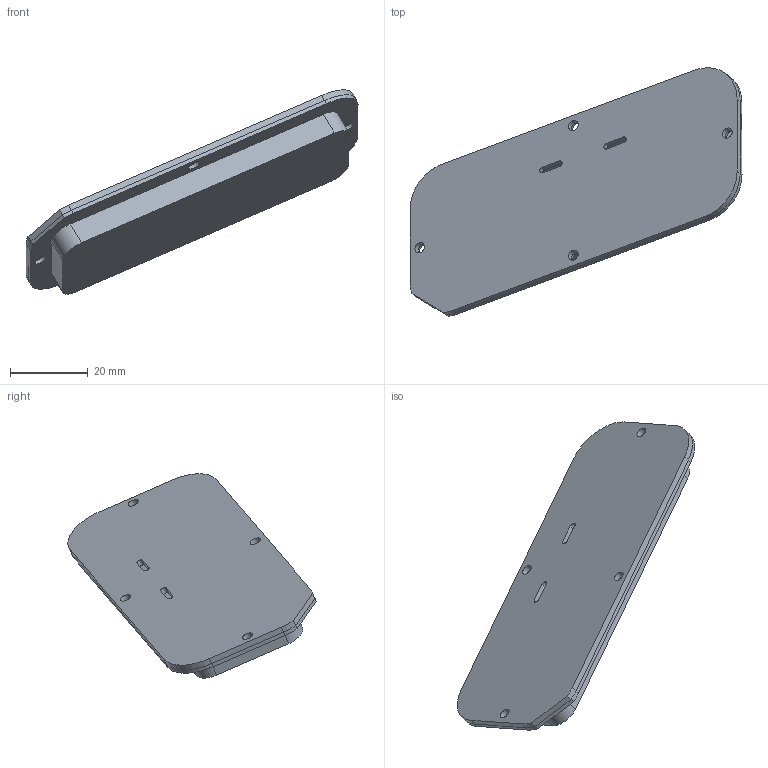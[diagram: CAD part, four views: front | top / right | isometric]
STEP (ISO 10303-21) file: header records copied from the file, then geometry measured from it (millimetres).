
FILE_DESCRIPTION(/* description */ (''),/* implementation_level */ '2;1');
FILE_NAME(/* name */ 'LED-Headlights.step',/* time_stamp */ '2022-01-28T11:58:31+01:00',/* author */ (''),/* organization */ (''),/* preprocessor_version */ 'ST-DEVELOPER v18.1',/* originating_system */ 'Autodesk Translation Framework v10.13.0.1454',/* authorisation */ '');
FILE_SCHEMA (('AUTOMOTIVE_DESIGN { 1 0 10303 214 3 1 1 }'));
Length unit declared in the file: millimetre
Products named in the file (1): LED-Headlights
Bounding box: 85.34 x 63.87 x 52.52 mm (x, y, z)
Volume: 13322.8 mm3; surface area: 18905.2 mm2
Topology: 2 solids, 2 shells, 70 faces, 192 edges, 128 vertices
Faces by surface type: plane 32, cylinder 29, bspline 9
Full cylindrical faces by diameter (mm): 2.8 x4, 3.3 x2
Entity records: 2573 total; most frequent: CARTESIAN_POINT 744, ORIENTED_EDGE 384, DIRECTION 360, EDGE_CURVE 192, VERTEX_POINT 128, AXIS2_PLACEMENT_3D 124, LINE 112, VECTOR 112
